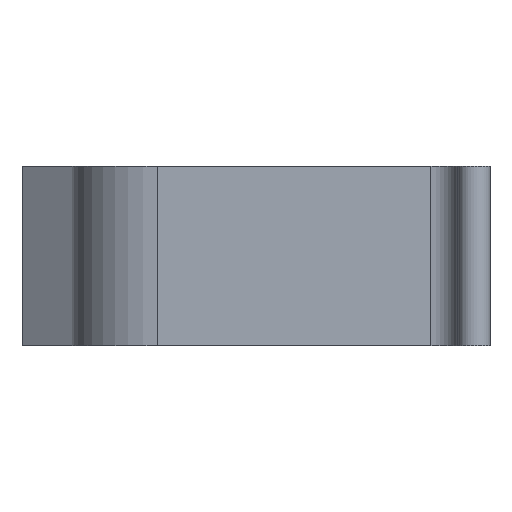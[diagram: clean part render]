
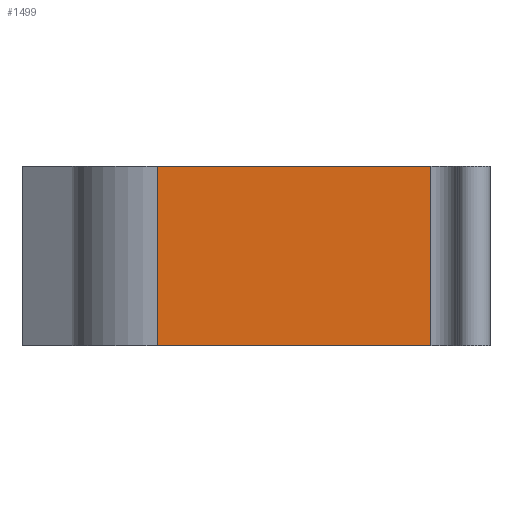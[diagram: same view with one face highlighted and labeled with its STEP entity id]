
A CAD part, front view. The second image highlights one B-rep face of the part: STEP entity #1499.
In plain terms, the highlighted planar face has unit normal (0, -1, 0).
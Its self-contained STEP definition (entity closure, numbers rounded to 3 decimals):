
#72 = PLANE('',#73);
#73 = AXIS2_PLACEMENT_3D('',#74,#75,#76);
#74 = CARTESIAN_POINT('',(-37.294,-167.554,14.));
#75 = DIRECTION('',(0.,0.,1.));
#76 = DIRECTION('',(0.,1.,0.));
#126 = PLANE('',#127);
#127 = AXIS2_PLACEMENT_3D('',#128,#129,#130);
#128 = CARTESIAN_POINT('',(-37.294,-167.554,4.));
#129 = DIRECTION('',(0.,0.,1.));
#130 = DIRECTION('',(0.,1.,0.));
#586 = VERTEX_POINT('',#587);
#587 = CARTESIAN_POINT('',(-44.546,-167.8,4.));
#602 = CYLINDRICAL_SURFACE('',#603,4.754);
#603 = AXIS2_PLACEMENT_3D('',#604,#605,#606);
#604 = CARTESIAN_POINT('',(-44.546,-163.046,4.));
#605 = DIRECTION('',(-0.,-0.,-1.));
#606 = DIRECTION('',(1.,0.,0.));
#614 = EDGE_CURVE('',#615,#586,#617,.T.);
#615 = VERTEX_POINT('',#616);
#616 = CARTESIAN_POINT('',(-29.3,-167.8,4.));
#617 = SURFACE_CURVE('',#618,(#622,#629),.PCURVE_S1.);
#618 = LINE('',#619,#620);
#619 = CARTESIAN_POINT('',(-29.3,-167.8,4.));
#620 = VECTOR('',#621,1.);
#621 = DIRECTION('',(-1.,0.,0.));
#622 = PCURVE('',#126,#623);
#623 = DEFINITIONAL_REPRESENTATION('',(#624),#628);
#624 = LINE('',#625,#626);
#625 = CARTESIAN_POINT('',(-0.246,-7.994));
#626 = VECTOR('',#627,1.);
#627 = DIRECTION('',(0.,1.));
#628 = ( GEOMETRIC_REPRESENTATION_CONTEXT(2) 
PARAMETRIC_REPRESENTATION_CONTEXT() REPRESENTATION_CONTEXT('2D SPACE',''
  ) );
#629 = PCURVE('',#630,#635);
#630 = PLANE('',#631);
#631 = AXIS2_PLACEMENT_3D('',#632,#633,#634);
#632 = CARTESIAN_POINT('',(-29.3,-167.8,4.));
#633 = DIRECTION('',(0.,-1.,0.));
#634 = DIRECTION('',(-1.,0.,0.));
#635 = DEFINITIONAL_REPRESENTATION('',(#636),#640);
#636 = LINE('',#637,#638);
#637 = CARTESIAN_POINT('',(0.,-0.));
#638 = VECTOR('',#639,1.);
#639 = DIRECTION('',(1.,0.));
#640 = ( GEOMETRIC_REPRESENTATION_CONTEXT(2) 
PARAMETRIC_REPRESENTATION_CONTEXT() REPRESENTATION_CONTEXT('2D SPACE',''
  ) );
#659 = CYLINDRICAL_SURFACE('',#660,1.5);
#660 = AXIS2_PLACEMENT_3D('',#661,#662,#663);
#661 = CARTESIAN_POINT('',(-29.3,-169.3,4.));
#662 = DIRECTION('',(-0.,-0.,-1.));
#663 = DIRECTION('',(1.,0.,0.));
#977 = VERTEX_POINT('',#978);
#978 = CARTESIAN_POINT('',(-44.546,-167.8,14.));
#1000 = EDGE_CURVE('',#1001,#977,#1003,.T.);
#1001 = VERTEX_POINT('',#1002);
#1002 = CARTESIAN_POINT('',(-29.3,-167.8,14.));
#1003 = SURFACE_CURVE('',#1004,(#1008,#1015),.PCURVE_S1.);
#1004 = LINE('',#1005,#1006);
#1005 = CARTESIAN_POINT('',(-29.3,-167.8,14.));
#1006 = VECTOR('',#1007,1.);
#1007 = DIRECTION('',(-1.,0.,0.));
#1008 = PCURVE('',#72,#1009);
#1009 = DEFINITIONAL_REPRESENTATION('',(#1010),#1014);
#1010 = LINE('',#1011,#1012);
#1011 = CARTESIAN_POINT('',(-0.246,-7.994));
#1012 = VECTOR('',#1013,1.);
#1013 = DIRECTION('',(0.,1.));
#1014 = ( GEOMETRIC_REPRESENTATION_CONTEXT(2) 
PARAMETRIC_REPRESENTATION_CONTEXT() REPRESENTATION_CONTEXT('2D SPACE',''
  ) );
#1015 = PCURVE('',#630,#1016);
#1016 = DEFINITIONAL_REPRESENTATION('',(#1017),#1021);
#1017 = LINE('',#1018,#1019);
#1018 = CARTESIAN_POINT('',(0.,-10.));
#1019 = VECTOR('',#1020,1.);
#1020 = DIRECTION('',(1.,0.));
#1021 = ( GEOMETRIC_REPRESENTATION_CONTEXT(2) 
PARAMETRIC_REPRESENTATION_CONTEXT() REPRESENTATION_CONTEXT('2D SPACE',''
  ) );
#1478 = EDGE_CURVE('',#586,#977,#1479,.T.);
#1479 = SURFACE_CURVE('',#1480,(#1484,#1491),.PCURVE_S1.);
#1480 = LINE('',#1481,#1482);
#1481 = CARTESIAN_POINT('',(-44.546,-167.8,4.));
#1482 = VECTOR('',#1483,1.);
#1483 = DIRECTION('',(0.,0.,1.));
#1484 = PCURVE('',#602,#1485);
#1485 = DEFINITIONAL_REPRESENTATION('',(#1486),#1490);
#1486 = LINE('',#1487,#1488);
#1487 = CARTESIAN_POINT('',(-4.712,0.));
#1488 = VECTOR('',#1489,1.);
#1489 = DIRECTION('',(-0.,-1.));
#1490 = ( GEOMETRIC_REPRESENTATION_CONTEXT(2) 
PARAMETRIC_REPRESENTATION_CONTEXT() REPRESENTATION_CONTEXT('2D SPACE',''
  ) );
#1491 = PCURVE('',#630,#1492);
#1492 = DEFINITIONAL_REPRESENTATION('',(#1493),#1497);
#1493 = LINE('',#1494,#1495);
#1494 = CARTESIAN_POINT('',(15.246,0.));
#1495 = VECTOR('',#1496,1.);
#1496 = DIRECTION('',(0.,-1.));
#1497 = ( GEOMETRIC_REPRESENTATION_CONTEXT(2) 
PARAMETRIC_REPRESENTATION_CONTEXT() REPRESENTATION_CONTEXT('2D SPACE',''
  ) );
#1499 = ADVANCED_FACE('',(#1500),#630,.T.);
#1500 = FACE_BOUND('',#1501,.T.);
#1501 = EDGE_LOOP('',(#1502,#1523,#1524,#1525));
#1502 = ORIENTED_EDGE('',*,*,#1503,.T.);
#1503 = EDGE_CURVE('',#615,#1001,#1504,.T.);
#1504 = SURFACE_CURVE('',#1505,(#1509,#1516),.PCURVE_S1.);
#1505 = LINE('',#1506,#1507);
#1506 = CARTESIAN_POINT('',(-29.3,-167.8,4.));
#1507 = VECTOR('',#1508,1.);
#1508 = DIRECTION('',(0.,0.,1.));
#1509 = PCURVE('',#630,#1510);
#1510 = DEFINITIONAL_REPRESENTATION('',(#1511),#1515);
#1511 = LINE('',#1512,#1513);
#1512 = CARTESIAN_POINT('',(0.,-0.));
#1513 = VECTOR('',#1514,1.);
#1514 = DIRECTION('',(0.,-1.));
#1515 = ( GEOMETRIC_REPRESENTATION_CONTEXT(2) 
PARAMETRIC_REPRESENTATION_CONTEXT() REPRESENTATION_CONTEXT('2D SPACE',''
  ) );
#1516 = PCURVE('',#659,#1517);
#1517 = DEFINITIONAL_REPRESENTATION('',(#1518),#1522);
#1518 = LINE('',#1519,#1520);
#1519 = CARTESIAN_POINT('',(-1.571,0.));
#1520 = VECTOR('',#1521,1.);
#1521 = DIRECTION('',(-0.,-1.));
#1522 = ( GEOMETRIC_REPRESENTATION_CONTEXT(2) 
PARAMETRIC_REPRESENTATION_CONTEXT() REPRESENTATION_CONTEXT('2D SPACE',''
  ) );
#1523 = ORIENTED_EDGE('',*,*,#1000,.T.);
#1524 = ORIENTED_EDGE('',*,*,#1478,.F.);
#1525 = ORIENTED_EDGE('',*,*,#614,.F.);
